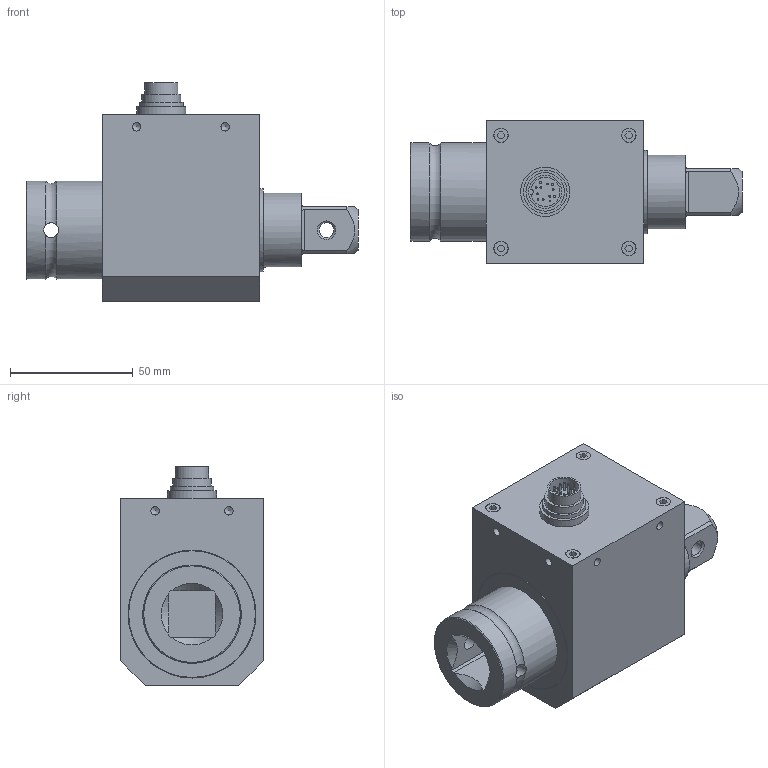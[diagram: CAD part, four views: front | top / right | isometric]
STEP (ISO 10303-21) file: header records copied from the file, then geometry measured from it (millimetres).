
FILE_DESCRIPTION((''),'2;1');
FILE_NAME('TRD605 250- 500 N-m.stp','2010-12-13T14:59:20',('thomasl'),(''),'Autodesk Inventor 2008','Autodesk Inventor 2008','');
FILE_SCHEMA(('AUTOMOTIVE_DESIGN { 1 0 10303 214 1 1 1 1 }'));
Length unit declared in the file: inch
Products named in the file (2): TRD605 250- 500 N-m; PART1
Assembly tree (1 placements, depth 2):
  TRD605 250- 500 N-m
    PART1
Bounding box: 135 x 58 x 89 mm (x, y, z)
Volume: 323014.6 mm3; surface area: 39020.8 mm2
Topology: 1 solids, 10 shells, 194 faces, 428 edges, 282 vertices
Faces by surface type: plane 100, cylinder 67, cone 25, torus 2
Full cylindrical faces by diameter (mm): 0.762 x12, 2.896 x4, 3.422 x8, 3.505 x4, 3.556 x4, 5.74 x4, 5.842 x4, 6 x3, 13.462 x1, 15.7 x1, 17.7 x1, 17.78 x1, 20 x1, 30 x1, 33.8 x1, 40 x2, 52 x1
Entity records: 5000 total; most frequent: CARTESIAN_POINT 1015, DIRECTION 832, ORIENTED_EDGE 666, AXIS2_PLACEMENT_3D 340, EDGE_CURVE 333, EDGE_LOOP 310, VERTEX_POINT 261, FACE_OUTER_BOUND 194
